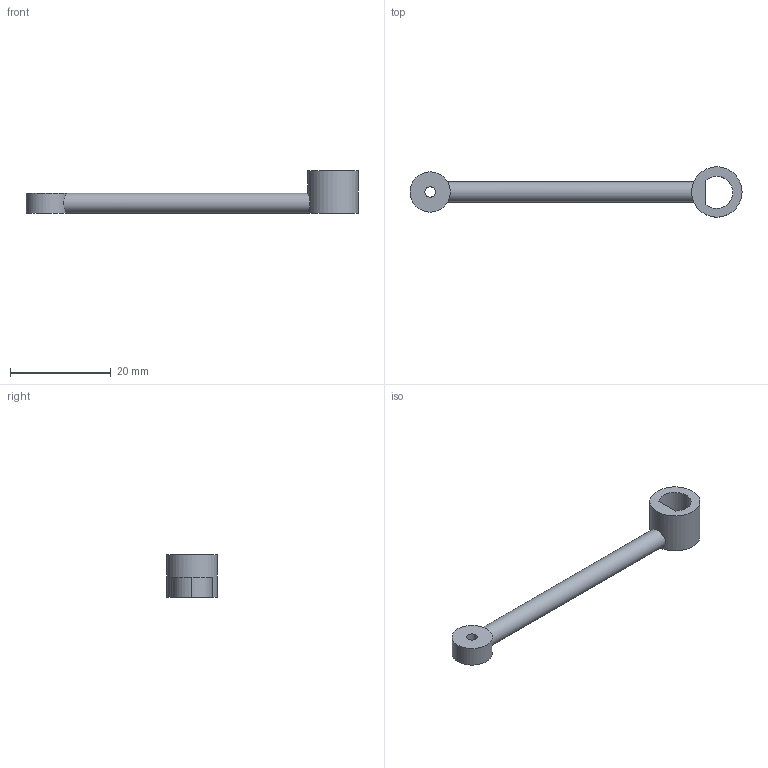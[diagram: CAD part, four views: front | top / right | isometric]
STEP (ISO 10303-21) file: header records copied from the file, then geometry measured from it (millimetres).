
FILE_DESCRIPTION(/* description */ (''),/* implementation_level */ '2;1');
FILE_NAME(/* name */ 'ROD2V2D2.ipt.stp',/* time_stamp */ '2021-06-20T10:02:47-05:00',/* author */ ('svale'),/* organization */ (''),/* preprocessor_version */ 'ST-DEVELOPER v18.1',/* originating_system */ 'Autodesk Inventor 2021',/* authorisation */ '');
FILE_SCHEMA (('AUTOMOTIVE_DESIGN { 1 0 10303 214 3 1 1 }'));
Length unit declared in the file: millimetre
Products named in the file (1): ROD2V2D2
Bounding box: 65.97 x 10 x 8.5 mm (x, y, z)
Volume: 1217.5 mm3; surface area: 1336 mm2
Topology: 1 solids, 1 shells, 11 faces, 29 edges, 23 vertices
Faces by surface type: cylinder 6, plane 5
Full cylindrical faces by diameter (mm): 2.113 x1, 4 x1, 10 x1
Entity records: 453 total; most frequent: CARTESIAN_POINT 133, DIRECTION 56, ORIENTED_EDGE 52, EDGE_CURVE 26, AXIS2_PLACEMENT_3D 24, VERTEX_POINT 17, EDGE_LOOP 15, CIRCLE 12
